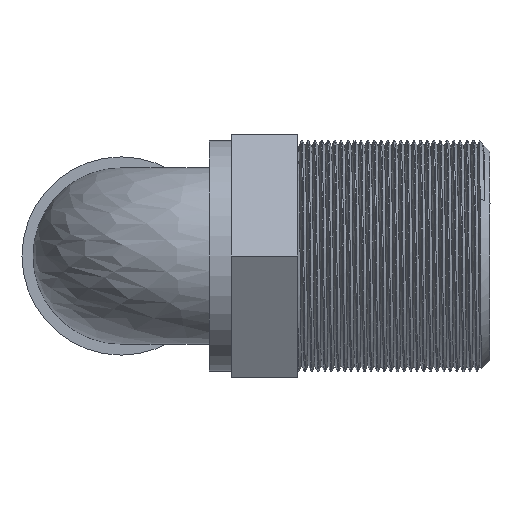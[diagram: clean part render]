
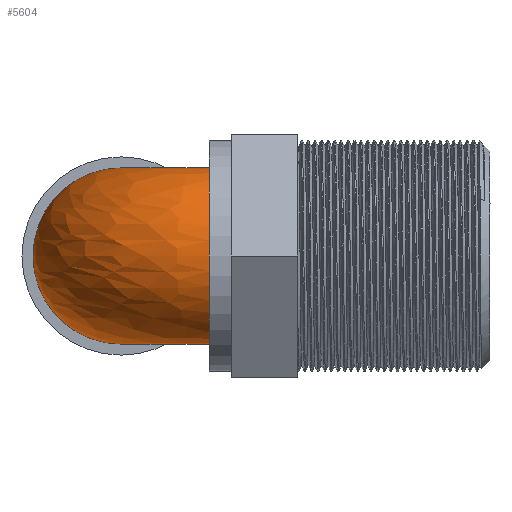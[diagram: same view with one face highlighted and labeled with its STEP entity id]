
A CAD part, left-side view. The second image highlights one B-rep face of the part: STEP entity #5604.
In plain terms, the highlighted free-form (B-spline) face has degree [2, 2] with [9, 9] control points.
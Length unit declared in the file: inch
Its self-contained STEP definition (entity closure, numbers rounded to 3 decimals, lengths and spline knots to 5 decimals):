
#5354=CARTESIAN_POINT('',(0.5,-0.5,0.0));
#5355=VERTEX_POINT('',#5354);
#5356=CARTESIAN_POINT('',(0.,-0.5,0.0));
#5357=DIRECTION('',(0.0,-1.0,0.0));
#5358=DIRECTION('',(1.0,0.0,0.0));
#5359=AXIS2_PLACEMENT_3D('',#5356,#5357,#5358);
#5360=CIRCLE('',#5359,0.5);
#5361=EDGE_CURVE('',#5355,#5355,#5360,.T.);
#5499=CARTESIAN_POINT('',(0.5,0.,0.0));
#5500=DIRECTION('',(-1.0,0.0,0.0));
#5501=DIRECTION('',(0.0,-1.0,0.0));
#5502=AXIS2_PLACEMENT_3D('',#5499,#5500,#5501);
#5503=CIRCLE('',#5502,0.5);
#5504=EDGE_CURVE('',#5355,#5355,#5503,.T.);
#5511=CARTESIAN_POINT('',(0.5,-0.5,0.));
#5512=CARTESIAN_POINT('',(0.5,-0.5,0.5));
#5513=CARTESIAN_POINT('',(1.0,-0.5,0.5));
#5514=CARTESIAN_POINT('',(1.5,-0.5,0.5));
#5515=CARTESIAN_POINT('',(1.5,-0.5,0.0));
#5516=CARTESIAN_POINT('',(1.5,-0.5,-0.5));
#5517=CARTESIAN_POINT('',(1.0,-0.5,-0.5));
#5518=CARTESIAN_POINT('',(0.5,-0.5,-0.5));
#5519=CARTESIAN_POINT('',(0.5,-0.5,0.));
#5520=CARTESIAN_POINT('',(0.5,-0.5,0.));
#5521=CARTESIAN_POINT('',(0.5,-0.5,0.5));
#5522=CARTESIAN_POINT('',(1.0,0.,0.5));
#5523=CARTESIAN_POINT('',(1.5,0.5,0.5));
#5524=CARTESIAN_POINT('',(1.5,0.5,0.0));
#5525=CARTESIAN_POINT('',(1.5,0.5,-0.5));
#5526=CARTESIAN_POINT('',(1.0,0.,-0.5));
#5527=CARTESIAN_POINT('',(0.5,-0.5,-0.5));
#5528=CARTESIAN_POINT('',(0.5,-0.5,0.));
#5529=CARTESIAN_POINT('',(0.5,-0.5,0.));
#5530=CARTESIAN_POINT('',(0.5,-0.5,0.5));
#5531=CARTESIAN_POINT('',(0.5,0.0,0.5));
#5532=CARTESIAN_POINT('',(0.5,0.5,0.5));
#5533=CARTESIAN_POINT('',(0.5,0.5,0.0));
#5534=CARTESIAN_POINT('',(0.5,0.5,-0.5));
#5535=CARTESIAN_POINT('',(0.5,0.0,-0.5));
#5536=CARTESIAN_POINT('',(0.5,-0.5,-0.5));
#5537=CARTESIAN_POINT('',(0.5,-0.5,0.));
#5538=CARTESIAN_POINT('',(0.5,-0.5,0.));
#5539=CARTESIAN_POINT('',(0.5,-0.5,0.5));
#5540=CARTESIAN_POINT('',(0.,0.,0.5));
#5541=CARTESIAN_POINT('',(-0.5,0.5,0.5));
#5542=CARTESIAN_POINT('',(-0.5,0.5,0.0));
#5543=CARTESIAN_POINT('',(-0.5,0.5,-0.5));
#5544=CARTESIAN_POINT('',(0.,0.,-0.5));
#5545=CARTESIAN_POINT('',(0.5,-0.5,-0.5));
#5546=CARTESIAN_POINT('',(0.5,-0.5,0.));
#5547=CARTESIAN_POINT('',(0.5,-0.5,0.));
#5548=CARTESIAN_POINT('',(0.5,-0.5,0.5));
#5549=CARTESIAN_POINT('',(0.0,-0.5,0.5));
#5550=CARTESIAN_POINT('',(-0.5,-0.5,0.5));
#5551=CARTESIAN_POINT('',(-0.5,-0.5,0.0));
#5552=CARTESIAN_POINT('',(-0.5,-0.5,-0.5));
#5553=CARTESIAN_POINT('',(0.0,-0.5,-0.5));
#5554=CARTESIAN_POINT('',(0.5,-0.5,-0.5));
#5555=CARTESIAN_POINT('',(0.5,-0.5,0.));
#5556=CARTESIAN_POINT('',(0.5,-0.5,0.));
#5557=CARTESIAN_POINT('',(0.5,-0.5,0.5));
#5558=CARTESIAN_POINT('',(0.,-1.0,0.5));
#5559=CARTESIAN_POINT('',(-0.5,-1.5,0.5));
#5560=CARTESIAN_POINT('',(-0.5,-1.5,0.0));
#5561=CARTESIAN_POINT('',(-0.5,-1.5,-0.5));
#5562=CARTESIAN_POINT('',(0.,-1.0,-0.5));
#5563=CARTESIAN_POINT('',(0.5,-0.5,-0.5));
#5564=CARTESIAN_POINT('',(0.5,-0.5,0.));
#5565=CARTESIAN_POINT('',(0.5,-0.5,0.));
#5566=CARTESIAN_POINT('',(0.5,-0.5,0.5));
#5567=CARTESIAN_POINT('',(0.5,-1.0,0.5));
#5568=CARTESIAN_POINT('',(0.5,-1.5,0.5));
#5569=CARTESIAN_POINT('',(0.5,-1.5,0.0));
#5570=CARTESIAN_POINT('',(0.5,-1.5,-0.5));
#5571=CARTESIAN_POINT('',(0.5,-1.0,-0.5));
#5572=CARTESIAN_POINT('',(0.5,-0.5,-0.5));
#5573=CARTESIAN_POINT('',(0.5,-0.5,0.));
#5574=CARTESIAN_POINT('',(0.5,-0.5,0.));
#5575=CARTESIAN_POINT('',(0.5,-0.5,0.5));
#5576=CARTESIAN_POINT('',(1.0,-1.0,0.5));
#5577=CARTESIAN_POINT('',(1.5,-1.5,0.5));
#5578=CARTESIAN_POINT('',(1.5,-1.5,0.0));
#5579=CARTESIAN_POINT('',(1.5,-1.5,-0.5));
#5580=CARTESIAN_POINT('',(1.0,-1.0,-0.5));
#5581=CARTESIAN_POINT('',(0.5,-0.5,-0.5));
#5582=CARTESIAN_POINT('',(0.5,-0.5,0.));
#5583=CARTESIAN_POINT('',(0.5,-0.5,0.));
#5584=CARTESIAN_POINT('',(0.5,-0.5,0.5));
#5585=CARTESIAN_POINT('',(1.0,-0.5,0.5));
#5586=CARTESIAN_POINT('',(1.5,-0.5,0.5));
#5587=CARTESIAN_POINT('',(1.5,-0.5,0.0));
#5588=CARTESIAN_POINT('',(1.5,-0.5,-0.5));
#5589=CARTESIAN_POINT('',(1.0,-0.5,-0.5));
#5590=CARTESIAN_POINT('',(0.5,-0.5,-0.5));
#5591=CARTESIAN_POINT('',(0.5,-0.5,0.));
#5599=(BOUNDED_SURFACE()B_SPLINE_SURFACE(2,2,((#5511,#5520,#5529,#5538,#5547,#5556,#5565,#5574,#5583),(#5512,#5521,#5530,#5539,#5548,#5557,#5566,#5575,#5584),(#5513,#5522,#5531,#5540,#5549,#5558,#5567,#5576,#5585),(#5514,#5523,#5532,#5541,#5550,#5559,#5568,#5577,#5586),(#5515,#5524,#5533,#5542,#5551,#5560,#5569,#5578,#5587),(#5516,#5525,#5534,#5543,#5552,#5561,#5570,#5579,#5588),(#5517,#5526,#5535,#5544,#5553,#5562,#5571,#5580,#5589),(#5518,#5527,#5536,#5545,#5554,#5563,#5572,#5581,#5590),(#5519,#5528,#5537,#5546,#5555,#5564,#5573,#5582,#5591)),.UNSPECIFIED.,.T.,.T.,.U.)B_SPLINE_SURFACE_WITH_KNOTS((3,2,2,2,3),(3,2,2,2,3),(-3.14159,-1.5708,0.0,1.5708,3.14159),(0.0,1.5708,3.14159,4.71239,6.28319),.UNSPECIFIED.)GEOMETRIC_REPRESENTATION_ITEM()RATIONAL_B_SPLINE_SURFACE(((1.0,0.707,1.0,0.707,1.0,0.707,1.0,0.707,1.0),(0.707,0.5,0.707,0.5,0.707,0.5,0.707,0.5,0.707),(1.0,0.707,1.0,0.707,1.0,0.707,1.0,0.707,1.0),(0.707,0.5,0.707,0.5,0.707,0.5,0.707,0.5,0.707),(1.0,0.707,1.0,0.707,1.0,0.707,1.0,0.707,1.0),(0.707,0.5,0.707,0.5,0.707,0.5,0.707,0.5,0.707),(1.0,0.707,1.0,0.707,1.0,0.707,1.0,0.707,1.0),(0.707,0.5,0.707,0.5,0.707,0.5,0.707,0.5,0.707),(1.0,0.707,1.0,0.707,1.0,0.707,1.0,0.707,1.0)))REPRESENTATION_ITEM('')SURFACE());
#5600=ORIENTED_EDGE('',*,*,#5504,.T.);
#5601=ORIENTED_EDGE('',*,*,#5361,.F.);
#5602=EDGE_LOOP('',(#5600,#5601));
#5603=FACE_OUTER_BOUND('',#5602,.T.);
#5604=ADVANCED_FACE('',(#5603),#5599,.T.);
